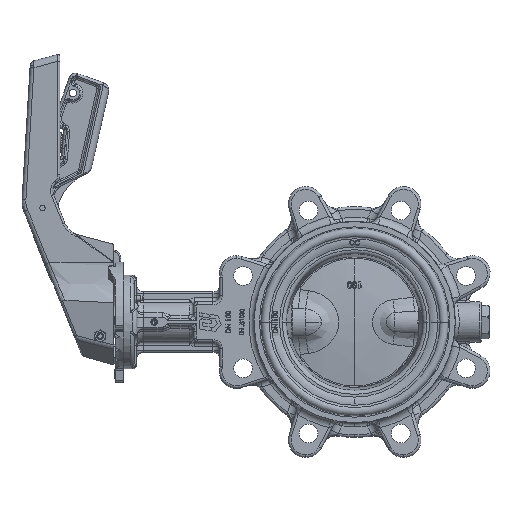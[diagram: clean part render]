
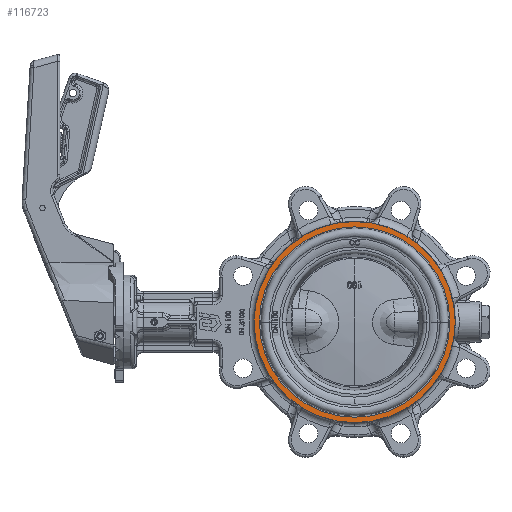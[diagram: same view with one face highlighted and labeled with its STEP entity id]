
A CAD part, left-side view. The second image highlights one B-rep face of the part: STEP entity #116723.
In plain terms, the highlighted planar face has unit normal (-1, 0, 0).
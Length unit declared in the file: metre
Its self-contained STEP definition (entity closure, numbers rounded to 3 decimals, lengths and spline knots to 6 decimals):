
#2201 = AXIS2_PLACEMENT_3D ( 'NONE', #95083, #21726, #105515 ) ;
#2610 = CARTESIAN_POINT ( 'NONE',  ( -0.026, 0., 0.071 ) ) ;
#4269 = AXIS2_PLACEMENT_3D ( 'NONE', #67802, #65964, #96139 ) ;
#7886 = DIRECTION ( 'NONE',  ( 1., 0., 0. ) ) ;
#10105 = FACE_BOUND ( 'NONE', #68570, .T. ) ;
#12043 = EDGE_CURVE ( 'NONE', #22630, #108924, #120617, .T. ) ;
#13171 = ORIENTED_EDGE ( 'NONE', *, *, #84140, .T. ) ;
#14530 = AXIS2_PLACEMENT_3D ( 'NONE', #110118, #7886, #45418 ) ;
#16560 = DIRECTION ( 'NONE',  ( -1., 0., 0. ) ) ;
#18976 = CARTESIAN_POINT ( 'NONE',  ( -0.026, 0., 0. ) ) ;
#21726 = DIRECTION ( 'NONE',  ( -1., 0., 0. ) ) ;
#22073 = CARTESIAN_POINT ( 'NONE',  ( -0.026, 0., -0.075 ) ) ;
#22630 = VERTEX_POINT ( 'NONE', #94863 ) ;
#38421 = AXIS2_PLACEMENT_3D ( 'NONE', #18976, #16560, #56544 ) ;
#42386 = CIRCLE ( 'NONE', #38421, 0.075 ) ;
#45418 = DIRECTION ( 'NONE',  ( 0., 0., -1. ) ) ;
#48861 = PLANE ( 'NONE',  #69114 ) ;
#55676 = DIRECTION ( 'NONE',  ( 1., 0., 0. ) ) ;
#56544 = DIRECTION ( 'NONE',  ( 0., 0., 1. ) ) ;
#57355 = CIRCLE ( 'NONE', #4269, 0.071 ) ;
#57513 = ORIENTED_EDGE ( 'NONE', *, *, #12043, .T. ) ;
#59654 = CARTESIAN_POINT ( 'NONE',  ( -0.026, 0., 0.075 ) ) ;
#65964 = DIRECTION ( 'NONE',  ( 1., 0., 0. ) ) ;
#66750 = DIRECTION ( 'NONE',  ( 0., 0., -1. ) ) ;
#67802 = CARTESIAN_POINT ( 'NONE',  ( -0.026, 0., 0. ) ) ;
#68412 = VERTEX_POINT ( 'NONE', #22073 ) ;
#68570 = EDGE_LOOP ( 'NONE', ( #13171, #57513 ) ) ;
#69114 = AXIS2_PLACEMENT_3D ( 'NONE', #112324, #55676, #66750 ) ;
#83177 = ORIENTED_EDGE ( 'NONE', *, *, #109059, .T. ) ;
#84140 = EDGE_CURVE ( 'NONE', #108924, #22630, #57355, .T. ) ;
#86795 = EDGE_LOOP ( 'NONE', ( #97851, #83177 ) ) ;
#94863 = CARTESIAN_POINT ( 'NONE',  ( -0.026, 0., -0.071 ) ) ;
#95083 = CARTESIAN_POINT ( 'NONE',  ( -0.026, 0., 0. ) ) ;
#96139 = DIRECTION ( 'NONE',  ( 0., 0., -1. ) ) ;
#97851 = ORIENTED_EDGE ( 'NONE', *, *, #102486, .T. ) ;
#99003 = VERTEX_POINT ( 'NONE', #59654 ) ;
#102486 = EDGE_CURVE ( 'NONE', #99003, #68412, #108423, .T. ) ;
#105515 = DIRECTION ( 'NONE',  ( 0., 0., 1. ) ) ;
#108423 = CIRCLE ( 'NONE', #2201, 0.075 ) ;
#108924 = VERTEX_POINT ( 'NONE', #2610 ) ;
#109059 = EDGE_CURVE ( 'NONE', #68412, #99003, #42386, .T. ) ;
#110118 = CARTESIAN_POINT ( 'NONE',  ( -0.026, 0., 0. ) ) ;
#111730 = FACE_OUTER_BOUND ( 'NONE', #86795, .T. ) ;
#112324 = CARTESIAN_POINT ( 'NONE',  ( -0.026, 0.075, 0. ) ) ;
#116723 = ADVANCED_FACE ( 'NONE', ( #10105, #111730 ), #48861, .F. ) ;
#120617 = CIRCLE ( 'NONE', #14530, 0.071 ) ;
